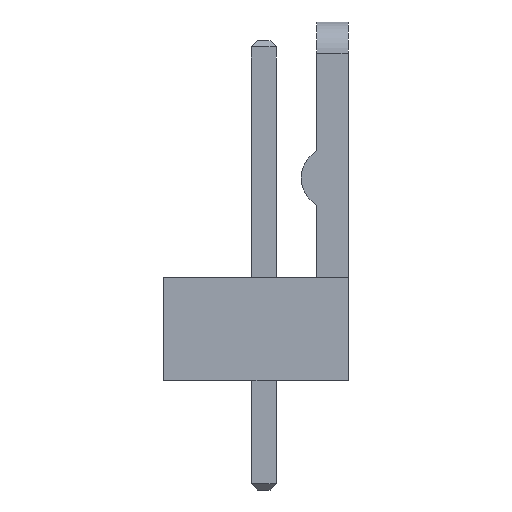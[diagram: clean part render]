
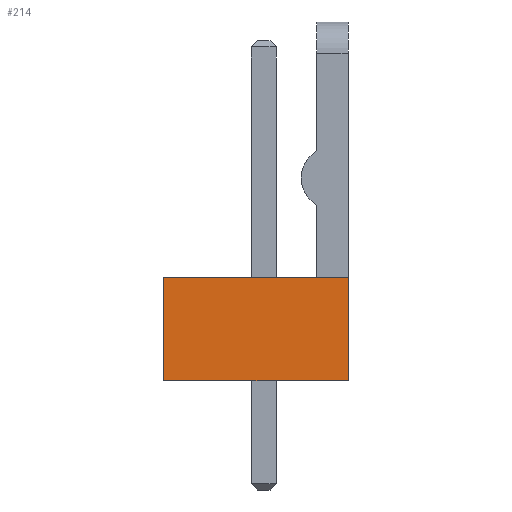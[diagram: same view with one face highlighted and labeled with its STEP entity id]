
A CAD part, left-side view. The second image highlights one B-rep face of the part: STEP entity #214.
In plain terms, the highlighted planar face has unit normal (-1, 0, 0).
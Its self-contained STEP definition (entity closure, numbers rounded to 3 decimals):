
#214 = ADVANCED_FACE( 'NONE', ( #576 ), #577, .T. );
#576 = FACE_OUTER_BOUND( '', #1093, .T. );
#577 = PLANE( '', #1094 );
#1093 = EDGE_LOOP( '', ( #1669, #1670, #1671, #1672 ) );
#1094 = AXIS2_PLACEMENT_3D( '', #1673, #1674, #1675 );
#1669 = ORIENTED_EDGE( '', *, *, #3132, .T. );
#1670 = ORIENTED_EDGE( '', *, *, #3133, .T. );
#1671 = ORIENTED_EDGE( '', *, *, #3134, .T. );
#1672 = ORIENTED_EDGE( '', *, *, #3135, .T. );
#1673 = CARTESIAN_POINT( '', ( -1.4, 0.25, 1.65 ) );
#1674 = DIRECTION( '', ( -1., 0., 0. ) );
#1675 = DIRECTION( '', ( 0., 0., 1. ) );
#3132 = EDGE_CURVE( 'NONE', #3768, #3769, #3770, .T. );
#3133 = EDGE_CURVE( 'NONE', #3769, #3771, #3772, .T. );
#3134 = EDGE_CURVE( 'NONE', #3771, #3773, #3774, .T. );
#3135 = EDGE_CURVE( 'NONE', #3773, #3768, #3775, .T. );
#3768 = VERTEX_POINT( 'NONE', #4667 );
#3769 = VERTEX_POINT( 'NONE', #4668 );
#3770 = LINE( '', #4669, #4670 );
#3771 = VERTEX_POINT( 'NONE', #4671 );
#3772 = LINE( '', #4672, #4673 );
#3773 = VERTEX_POINT( 'NONE', #4674 );
#3774 = LINE( '', #4675, #4676 );
#3775 = LINE( '', #4677, #4678 );
#4667 = CARTESIAN_POINT( '', ( -1.4, -2.7, 0. ) );
#4668 = CARTESIAN_POINT( '', ( -1.4, -2.7, 3.3 ) );
#4669 = CARTESIAN_POINT( '', ( -1.4, -2.7, 3.3 ) );
#4670 = VECTOR( '', #5821, 1000. );
#4671 = CARTESIAN_POINT( '', ( -1.4, 3.2, 3.3 ) );
#4672 = CARTESIAN_POINT( '', ( -1.4, 3.2, 3.3 ) );
#4673 = VECTOR( '', #5822, 1000. );
#4674 = CARTESIAN_POINT( '', ( -1.4, 3.2, 0. ) );
#4675 = CARTESIAN_POINT( '', ( -1.4, 3.2, 3.3 ) );
#4676 = VECTOR( '', #5823, 1000. );
#4677 = CARTESIAN_POINT( '', ( -1.4, 3.2, 0. ) );
#4678 = VECTOR( '', #5824, 1000. );
#5821 = DIRECTION( '', ( 0., 0., 1. ) );
#5822 = DIRECTION( '', ( 0., 1., 0. ) );
#5823 = DIRECTION( '', ( 0., 0., -1. ) );
#5824 = DIRECTION( '', ( 0., -1., 0. ) );
